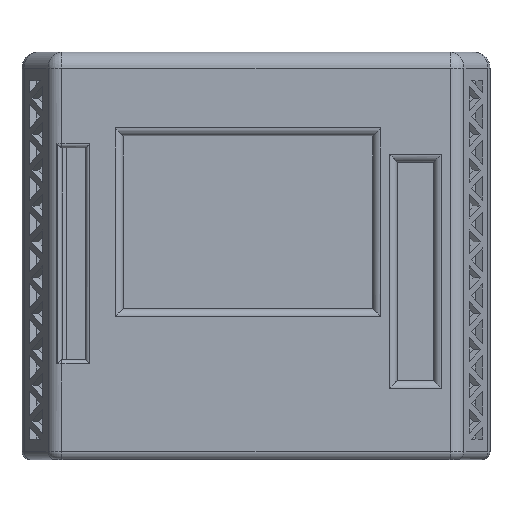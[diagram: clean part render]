
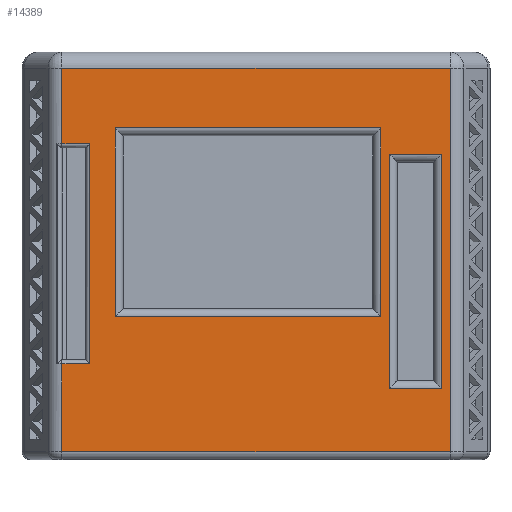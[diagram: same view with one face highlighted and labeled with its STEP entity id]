
A CAD part, top view. The second image highlights one B-rep face of the part: STEP entity #14389.
In plain terms, the highlighted planar face has unit normal (0, 0, 1).
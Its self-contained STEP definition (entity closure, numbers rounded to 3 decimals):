
#14250=CARTESIAN_POINT('',(110.001,-123.296,45.582));
#14251=DIRECTION('',(0.,0.,1.));
#14252=DIRECTION('',(1.,0.,0.));
#14253=AXIS2_PLACEMENT_3D('',#14250,#14251,#14252);
#14254=PLANE('',#14253);
#14255=CARTESIAN_POINT('',(17.29,79.599,45.582));
#14256=VERTEX_POINT('',#14255);
#14257=CARTESIAN_POINT('',(17.29,24.399,45.582));
#14258=VERTEX_POINT('',#14257);
#14259=CARTESIAN_POINT('',(17.29,79.599,45.582));
#14260=DIRECTION('',(-0.,-1.,-0.));
#14261=VECTOR('',#14260,55.2);
#14262=LINE('',#14259,#14261);
#14263=EDGE_CURVE('NONE',#14256,#14258,#14262,.T.);
#14264=ORIENTED_EDGE('',*,*,#14263,.T.);
#14265=CARTESIAN_POINT('',(10.29,24.399,45.582));
#14266=VERTEX_POINT('',#14265);
#14267=CARTESIAN_POINT('',(17.29,24.399,45.582));
#14268=DIRECTION('',(-1.,-0.,0.));
#14269=VECTOR('',#14268,7.);
#14270=LINE('',#14267,#14269);
#14271=EDGE_CURVE('NONE',#14258,#14266,#14270,.T.);
#14272=ORIENTED_EDGE('',*,*,#14271,.T.);
#14273=CARTESIAN_POINT('',(10.29,2.399,45.582));
#14274=VERTEX_POINT('',#14273);
#14275=CARTESIAN_POINT('',(10.29,24.399,45.582));
#14276=DIRECTION('',(-0.,-1.,-0.));
#14277=VECTOR('',#14276,22.);
#14278=LINE('',#14275,#14277);
#14279=EDGE_CURVE('NONE',#14266,#14274,#14278,.T.);
#14280=ORIENTED_EDGE('',*,*,#14279,.T.);
#14281=CARTESIAN_POINT('',(107.692,2.399,45.582));
#14282=VERTEX_POINT('',#14281);
#14283=CARTESIAN_POINT('',(10.29,2.399,45.582));
#14284=DIRECTION('',(1.,0.,-0.));
#14285=VECTOR('',#14284,97.402);
#14286=LINE('',#14283,#14285);
#14287=EDGE_CURVE('NONE',#14274,#14282,#14286,.T.);
#14288=ORIENTED_EDGE('',*,*,#14287,.T.);
#14289=CARTESIAN_POINT('',(107.692,98.599,45.582));
#14290=VERTEX_POINT('',#14289);
#14291=CARTESIAN_POINT('',(107.692,2.399,45.582));
#14292=DIRECTION('',(0.,1.,0.));
#14293=VECTOR('',#14292,96.2);
#14294=LINE('',#14291,#14293);
#14295=EDGE_CURVE('NONE',#14282,#14290,#14294,.T.);
#14296=ORIENTED_EDGE('',*,*,#14295,.T.);
#14297=CARTESIAN_POINT('',(10.29,98.599,45.582));
#14298=VERTEX_POINT('',#14297);
#14299=CARTESIAN_POINT('',(107.692,98.599,45.582));
#14300=DIRECTION('',(-1.,-0.,0.));
#14301=VECTOR('',#14300,97.402);
#14302=LINE('',#14299,#14301);
#14303=EDGE_CURVE('NONE',#14290,#14298,#14302,.T.);
#14304=ORIENTED_EDGE('',*,*,#14303,.T.);
#14305=CARTESIAN_POINT('',(10.29,79.599,45.582));
#14306=VERTEX_POINT('',#14305);
#14307=CARTESIAN_POINT('',(10.29,98.599,45.582));
#14308=DIRECTION('',(-0.,-1.,-0.));
#14309=VECTOR('',#14308,19.);
#14310=LINE('',#14307,#14309);
#14311=EDGE_CURVE('NONE',#14298,#14306,#14310,.T.);
#14312=ORIENTED_EDGE('',*,*,#14311,.T.);
#14313=CARTESIAN_POINT('',(10.29,79.599,45.582));
#14314=DIRECTION('',(1.,0.,-0.));
#14315=VECTOR('',#14314,7.);
#14316=LINE('',#14313,#14315);
#14317=EDGE_CURVE('NONE',#14306,#14256,#14316,.T.);
#14318=ORIENTED_EDGE('',*,*,#14317,.T.);
#14319=EDGE_LOOP('',(#14264,#14272,#14280,#14288,#14296,#14304,#14312,#14318));
#14320=FACE_BOUND('',#14319,.T.);
#14321=CARTESIAN_POINT('',(105.531,76.999,45.582));
#14322=VERTEX_POINT('',#14321);
#14323=CARTESIAN_POINT('',(105.531,18.199,45.582));
#14324=VERTEX_POINT('',#14323);
#14325=CARTESIAN_POINT('',(105.531,76.999,45.582));
#14326=DIRECTION('',(-0.,-1.,-0.));
#14327=VECTOR('',#14326,58.8);
#14328=LINE('',#14325,#14327);
#14329=EDGE_CURVE('NONE',#14322,#14324,#14328,.T.);
#14330=ORIENTED_EDGE('',*,*,#14329,.T.);
#14331=CARTESIAN_POINT('',(92.451,18.199,45.582));
#14332=VERTEX_POINT('',#14331);
#14333=CARTESIAN_POINT('',(105.531,18.199,45.582));
#14334=DIRECTION('',(-1.,-0.,0.));
#14335=VECTOR('',#14334,13.08);
#14336=LINE('',#14333,#14335);
#14337=EDGE_CURVE('NONE',#14324,#14332,#14336,.T.);
#14338=ORIENTED_EDGE('',*,*,#14337,.T.);
#14339=CARTESIAN_POINT('',(92.451,76.999,45.582));
#14340=VERTEX_POINT('',#14339);
#14341=CARTESIAN_POINT('',(92.451,18.199,45.582));
#14342=DIRECTION('',(0.,1.,0.));
#14343=VECTOR('',#14342,58.8);
#14344=LINE('',#14341,#14343);
#14345=EDGE_CURVE('NONE',#14332,#14340,#14344,.T.);
#14346=ORIENTED_EDGE('',*,*,#14345,.T.);
#14347=CARTESIAN_POINT('',(92.451,76.999,45.582));
#14348=DIRECTION('',(1.,0.,-0.));
#14349=VECTOR('',#14348,13.08);
#14350=LINE('',#14347,#14349);
#14351=EDGE_CURVE('NONE',#14340,#14322,#14350,.T.);
#14352=ORIENTED_EDGE('',*,*,#14351,.T.);
#14353=EDGE_LOOP('',(#14330,#14338,#14346,#14352));
#14354=FACE_BOUND('',#14353,.T.);
#14355=CARTESIAN_POINT('',(23.641,83.599,45.582));
#14356=VERTEX_POINT('',#14355);
#14357=CARTESIAN_POINT('',(90.341,83.599,45.582));
#14358=VERTEX_POINT('',#14357);
#14359=CARTESIAN_POINT('',(23.641,83.599,45.582));
#14360=DIRECTION('',(1.,0.,-0.));
#14361=VECTOR('',#14360,66.7);
#14362=LINE('',#14359,#14361);
#14363=EDGE_CURVE('NONE',#14356,#14358,#14362,.T.);
#14364=ORIENTED_EDGE('',*,*,#14363,.T.);
#14365=CARTESIAN_POINT('',(90.341,36.199,45.582));
#14366=VERTEX_POINT('',#14365);
#14367=CARTESIAN_POINT('',(90.341,83.599,45.582));
#14368=DIRECTION('',(-0.,-1.,-0.));
#14369=VECTOR('',#14368,47.4);
#14370=LINE('',#14367,#14369);
#14371=EDGE_CURVE('NONE',#14358,#14366,#14370,.T.);
#14372=ORIENTED_EDGE('',*,*,#14371,.T.);
#14373=CARTESIAN_POINT('',(23.641,36.199,45.582));
#14374=VERTEX_POINT('',#14373);
#14375=CARTESIAN_POINT('',(90.341,36.199,45.582));
#14376=DIRECTION('',(-1.,-0.,0.));
#14377=VECTOR('',#14376,66.7);
#14378=LINE('',#14375,#14377);
#14379=EDGE_CURVE('NONE',#14366,#14374,#14378,.T.);
#14380=ORIENTED_EDGE('',*,*,#14379,.T.);
#14381=CARTESIAN_POINT('',(23.641,36.199,45.582));
#14382=DIRECTION('',(0.,1.,0.));
#14383=VECTOR('',#14382,47.4);
#14384=LINE('',#14381,#14383);
#14385=EDGE_CURVE('NONE',#14374,#14356,#14384,.T.);
#14386=ORIENTED_EDGE('',*,*,#14385,.T.);
#14387=EDGE_LOOP('',(#14364,#14372,#14380,#14386));
#14388=FACE_BOUND('',#14387,.T.);
#14389=ADVANCED_FACE('NONE',(#14320,#14354,#14388),#14254,.T.);
